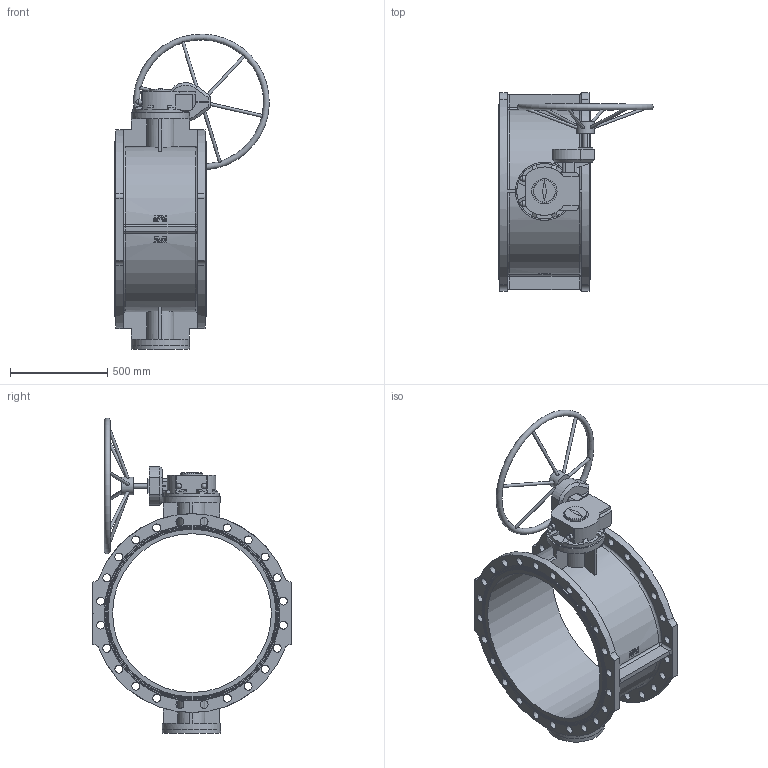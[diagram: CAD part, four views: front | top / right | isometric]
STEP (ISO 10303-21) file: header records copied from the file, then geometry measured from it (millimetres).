
FILE_DESCRIPTION (( 'STEP AP203' ), '1' );
FILE_NAME ('O_756_106_DN800_1XX_AA0_step.step', '2016-03-09T10:19:52', ( 'Windows User' ), ( 'AVK' ), 'SwSTEP 2.0', 'SolidWorks 2012', '' );
FILE_SCHEMA (( 'CONFIG_CONTROL_DESIGN' ));
Length unit declared in the file: millimetre
Products named in the file (1): O_756_106_DN800_1XX_AA0_step
Bounding box: 795.55 x 1025 x 1627.27 mm (x, y, z)
Volume: 63223367.4 mm3; surface area: 5009432.3 mm2
Topology: 1 solids, 1 shells, 684 faces, 1948 edges, 1300 vertices
Faces by surface type: plane 256, bspline 216, cylinder 174, cone 17, torus 11, sphere 10
Full cylindrical faces by diameter (mm): 15 x6, 25 x1, 30 x2, 41 x48, 90 x1, 116 x1, 130 x1, 285 x1, 300 x3, 819 x1, 901 x2
Entity records: 27858 total; most frequent: CARTESIAN_POINT 12408, ORIENTED_EDGE 3588, DIRECTION 2319, EDGE_CURVE 1794, VERTEX_POINT 1235, EDGE_LOOP 915, AXIS2_PLACEMENT_3D 858, B_SPLINE_CURVE_WITH_KNOTS 782
